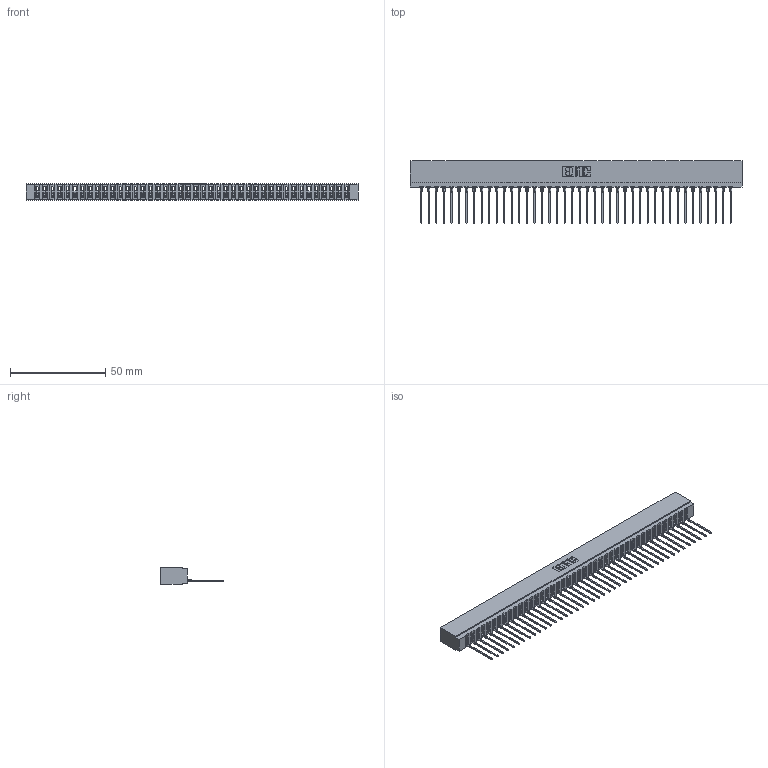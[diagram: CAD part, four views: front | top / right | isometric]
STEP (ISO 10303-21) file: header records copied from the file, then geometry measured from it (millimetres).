
FILE_DESCRIPTION (( 'STEP AP203' ), '1' );
FILE_NAME ('717-042-541-101.STEP', '2026-02-20T22:22:08', ( '' ), ( '' ), 'SwSTEP 2.0', 'SolidWorks 2023', '' );
FILE_SCHEMA (( 'CONFIG_CONTROL_DESIGN' ));
Length unit declared in the file: millimetre
Products named in the file (3): 717-042-541-101; 745-292-001_541; 717 Part_Insulator Option - 06
Assembly tree (43 placements, depth 2):
  717-042-541-101
    717 Part_Insulator Option - 06
    745-292-001_541  x42
Bounding box: 174.29 x 33.01 x 8.89 mm (x, y, z)
Volume: 14896.6 mm3; surface area: 21809.4 mm2
Topology: 43 solids, 43 shells, 4840 faces, 13313 edges, 8398 vertices
Faces by surface type: plane 2910, bspline 840, cylinder 838, torus 252
Entity records: 70681 total; most frequent: CARTESIAN_POINT 12963, ORIENTED_EDGE 12440, DIRECTION 10776, EDGE_CURVE 6220, VECTOR 5786, LINE 5786, VERTEX_POINT 3970, AXIS2_PLACEMENT_3D 2495
